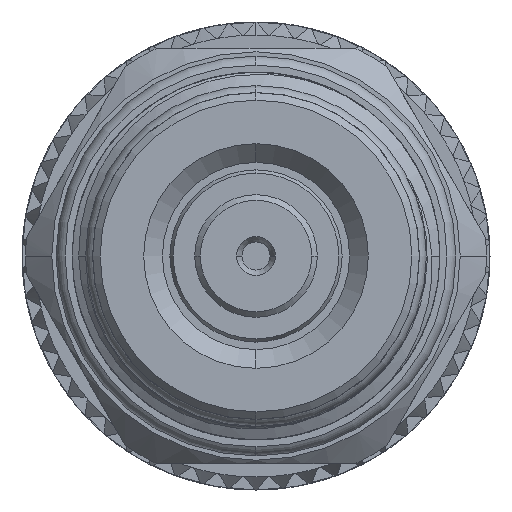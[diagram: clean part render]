
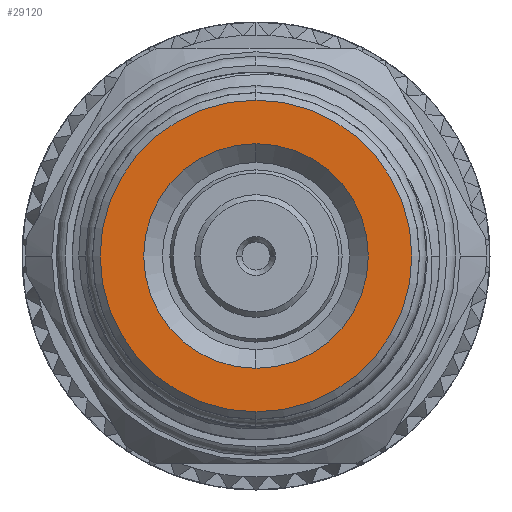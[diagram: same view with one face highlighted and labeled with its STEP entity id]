
A CAD part, left-side view. The second image highlights one B-rep face of the part: STEP entity #29120.
In plain terms, the highlighted planar face has unit normal (-1, 0, 0).
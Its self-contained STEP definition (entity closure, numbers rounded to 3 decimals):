
#612 = EDGE_CURVE ( 'NONE', #16460, #11758, #23044, .T. ) ;
#3593 = DIRECTION ( 'NONE',  ( -1., 0., 0. ) ) ;
#5890 = ORIENTED_EDGE ( 'NONE', *, *, #42456, .T. ) ;
#6832 = EDGE_CURVE ( 'NONE', #42342, #22722, #34944, .T. ) ;
#8394 = FACE_BOUND ( 'NONE', #29149, .T. ) ;
#11619 = DIRECTION ( 'NONE',  ( 0., 0., 1. ) ) ;
#11758 = VERTEX_POINT ( 'NONE', #21602 ) ;
#12041 = EDGE_CURVE ( 'NONE', #11758, #16460, #39740, .T. ) ;
#12366 = DIRECTION ( 'NONE',  ( -1., 0., 0. ) ) ;
#13777 = CARTESIAN_POINT ( 'NONE',  ( -72.3, 0., 8.325 ) ) ;
#15881 = DIRECTION ( 'NONE',  ( 1., 0., 0. ) ) ;
#16460 = VERTEX_POINT ( 'NONE', #28183 ) ;
#17182 = ORIENTED_EDGE ( 'NONE', *, *, #12041, .F. ) ;
#18270 = AXIS2_PLACEMENT_3D ( 'NONE', #34001, #22334, #50160 ) ;
#18702 = EDGE_LOOP ( 'NONE', ( #5890, #46913 ) ) ;
#19028 = AXIS2_PLACEMENT_3D ( 'NONE', #44445, #12366, #36335 ) ;
#20196 = CARTESIAN_POINT ( 'NONE',  ( -72.3, 0., 0. ) ) ;
#21602 = CARTESIAN_POINT ( 'NONE',  ( -72.3, 0., 6. ) ) ;
#22170 = CIRCLE ( 'NONE', #18270, 8.325 ) ;
#22334 = DIRECTION ( 'NONE',  ( -1., 0., 0. ) ) ;
#22722 = VERTEX_POINT ( 'NONE', #46591 ) ;
#23044 = CIRCLE ( 'NONE', #38840, 6. ) ;
#23107 = CARTESIAN_POINT ( 'NONE',  ( -72.3, 0., 0. ) ) ;
#24438 = AXIS2_PLACEMENT_3D ( 'NONE', #20196, #15881, #35942 ) ;
#28183 = CARTESIAN_POINT ( 'NONE',  ( -72.3, 0., -6. ) ) ;
#29120 = ADVANCED_FACE ( 'NONE', ( #29208, #8394 ), #39729, .F. ) ;
#29149 = EDGE_LOOP ( 'NONE', ( #17182, #42188 ) ) ;
#29208 = FACE_OUTER_BOUND ( 'NONE', #18702, .T. ) ;
#32527 = DIRECTION ( 'NONE',  ( -1., 0., 0. ) ) ;
#34001 = CARTESIAN_POINT ( 'NONE',  ( -72.3, 0., 0. ) ) ;
#34944 = CIRCLE ( 'NONE', #19028, 8.325 ) ;
#35942 = DIRECTION ( 'NONE',  ( 0., 0., -1. ) ) ;
#36121 = DIRECTION ( 'NONE',  ( 0., 0., 1. ) ) ;
#36335 = DIRECTION ( 'NONE',  ( 0., 0., 1. ) ) ;
#38840 = AXIS2_PLACEMENT_3D ( 'NONE', #47876, #32527, #36121 ) ;
#39729 = PLANE ( 'NONE',  #24438 ) ;
#39740 = CIRCLE ( 'NONE', #46488, 6. ) ;
#42188 = ORIENTED_EDGE ( 'NONE', *, *, #612, .F. ) ;
#42342 = VERTEX_POINT ( 'NONE', #13777 ) ;
#42456 = EDGE_CURVE ( 'NONE', #22722, #42342, #22170, .T. ) ;
#44445 = CARTESIAN_POINT ( 'NONE',  ( -72.3, 0., 0. ) ) ;
#46488 = AXIS2_PLACEMENT_3D ( 'NONE', #23107, #3593, #11619 ) ;
#46591 = CARTESIAN_POINT ( 'NONE',  ( -72.3, 0., -8.325 ) ) ;
#46913 = ORIENTED_EDGE ( 'NONE', *, *, #6832, .T. ) ;
#47876 = CARTESIAN_POINT ( 'NONE',  ( -72.3, 0., 0. ) ) ;
#50160 = DIRECTION ( 'NONE',  ( 0., 0., 1. ) ) ;
